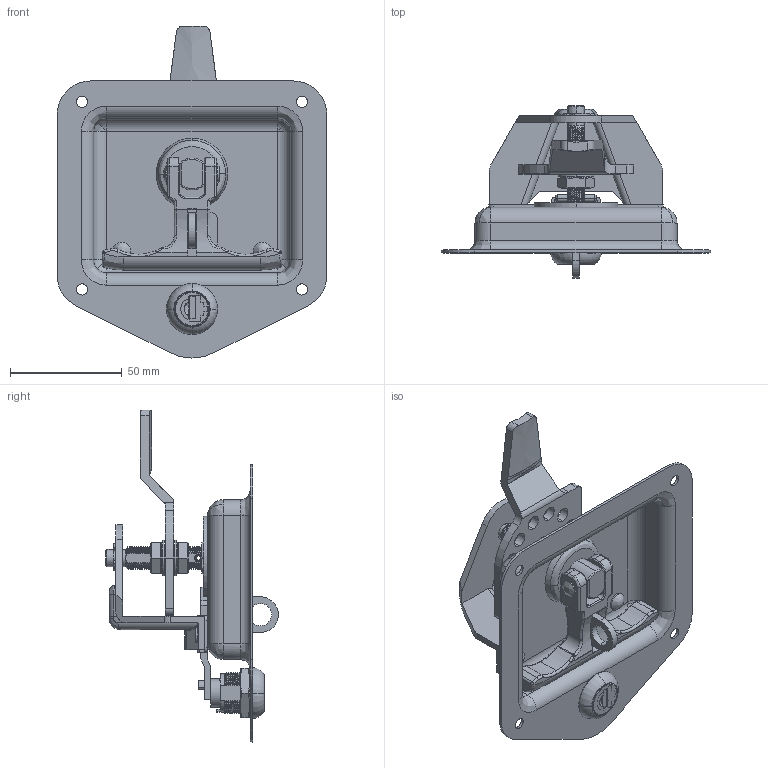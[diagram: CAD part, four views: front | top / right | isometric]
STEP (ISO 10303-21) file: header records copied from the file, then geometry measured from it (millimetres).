
FILE_DESCRIPTION (( 'STEP AP203' ), '1' );
FILE_NAME ('315 montajlý.STEP', '2020-01-28T11:38:42', ( '' ), ( '' ), 'SwSTEP 2.0', 'SolidWorks 2019', '' );
FILE_SCHEMA (( 'CONFIG_CONTROL_DESIGN' ));
Length unit declared in the file: inch
Products named in the file (33): DCPTH; 50049JITI; GUIJIAO; DPTH; 507BSX; ZHONGJIANCHIZHOU; M19LM; 50049SB; 102SPTH; 505FCP; SUOSHEDINGWEIJIA1; 50007NZDP; 50046SG; 10094_ASM; 507BDP; 50008BOBAN; M10LUOMU; ZHONGJIANZHOU; 102SP2; 102SP1; 505SXG; YAGAI; 507BZT; 50007KKTXX; 505ZHUTIGAI; 102SP3; DANGWEIQUAN-2; 315 montajlý; DANGBAN; SUOSHE1; 50007EXQ; 50007SBMD; 50007MD5X4
Assembly tree (41 placements, depth 3):
  315 montajlý
    50049JITI
    50046SG
    GUIJIAO
    ZHONGJIANZHOU
    50049SB
    YAGAI
    50007SBMD
    ZHONGJIANCHIZHOU
    DANGWEIQUAN-2
    50007KKTXX
    DANGBAN
    50007MD5X4  x2
    50008BOBAN
    50007NZDP  x2
    M10LUOMU  x2
    50007EXQ
    SUOSHEDINGWEIJIA1
    SUOSHE1
    10094_ASM
      507BSX
      102SPTH  x5
      102SP1
      102SP2  x2
      102SP3  x2
      DPTH
      507BDP
      DCPTH
      505FCP
      505SXG
      507BZT
      505ZHUTIGAI
      M19LM
Bounding box: 120.65 x 77.27 x 148.6 mm (x, y, z)
Volume: 81798 mm3; surface area: 88353.9 mm2
Topology: 40 solids, 42 shells, 2062 faces, 5532 edges, 3510 vertices
Faces by surface type: plane 762, cylinder 684, bspline 549, cone 63, torus 4
Entity records: 156412 total; most frequent: CARTESIAN_POINT 110637, ORIENTED_EDGE 10020, DIRECTION 6764, EDGE_CURVE 5010, VERTEX_POINT 3201, AXIS2_PLACEMENT_3D 2376, LINE 2012, VECTOR 2012
